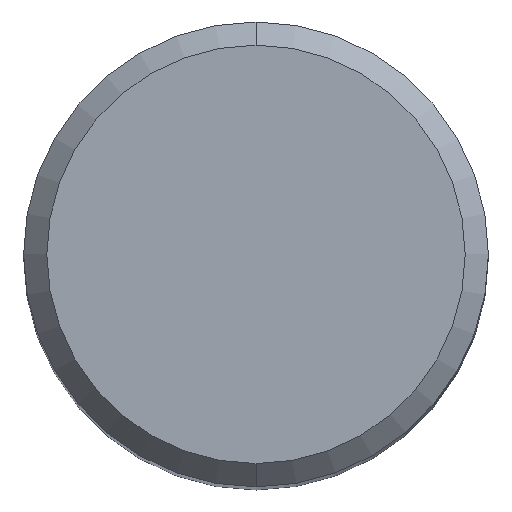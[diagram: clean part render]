
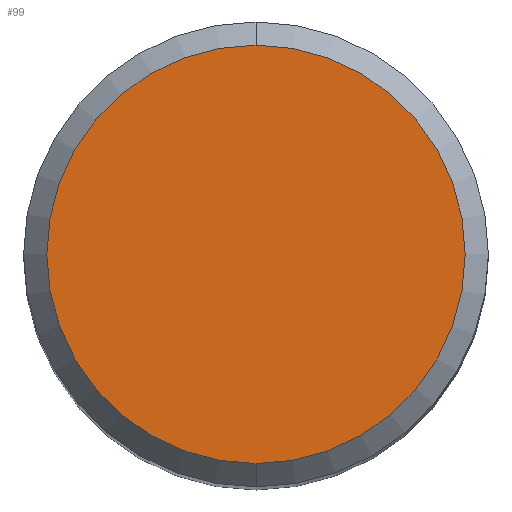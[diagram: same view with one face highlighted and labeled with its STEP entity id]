
A CAD part, top view. The second image highlights one B-rep face of the part: STEP entity #99.
In plain terms, the highlighted planar face has unit normal (0, 0, 1).
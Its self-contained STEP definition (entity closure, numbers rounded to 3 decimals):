
#99=ADVANCED_FACE('',(#250),#251,.T.);
#113=EDGE_CURVE('',#163,#191,#267,.T.);
#159=EDGE_CURVE('',#191,#163,#321,.T.);
#163=VERTEX_POINT('',#325);
#191=VERTEX_POINT('',#355);
#250=FACE_OUTER_BOUND('',#410,.T.);
#251=PLANE('',#411);
#267=CIRCLE('',#431,4.5);
#321=CIRCLE('',#495,4.5);
#325=CARTESIAN_POINT('',(0.0,4.5,0.));
#355=CARTESIAN_POINT('',(0.,-4.5,0.));
#410=EDGE_LOOP('',(#602,#603));
#411=AXIS2_PLACEMENT_3D('',#604,#605,#606);
#431=AXIS2_PLACEMENT_3D('',#626,#627,#628);
#495=AXIS2_PLACEMENT_3D('',#707,#708,#709);
#602=ORIENTED_EDGE('',*,*,#113,.F.);
#603=ORIENTED_EDGE('',*,*,#159,.F.);
#604=CARTESIAN_POINT('',(0.0,2.25,0.));
#605=DIRECTION('',(-0.0,0.0,1.0));
#606=DIRECTION('',(0.0,-1.0,0.0));
#626=CARTESIAN_POINT('',(0.0,0.0,0.));
#627=DIRECTION('',(0.0,0.0,-1.0));
#628=DIRECTION('',(0.0,1.0,0.0));
#707=CARTESIAN_POINT('',(0.0,0.0,0.));
#708=DIRECTION('',(0.0,0.0,-1.0));
#709=DIRECTION('',(0.0,1.0,0.0));
